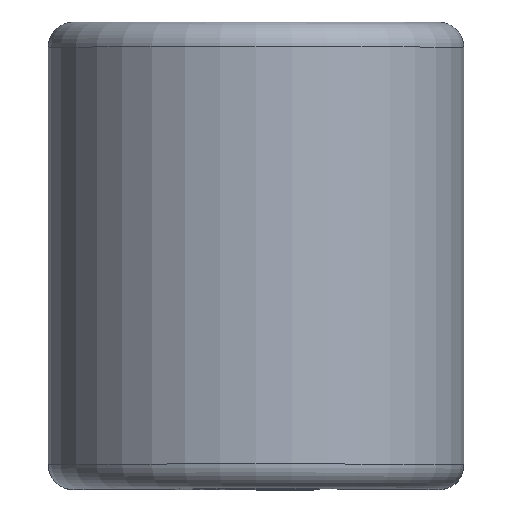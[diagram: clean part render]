
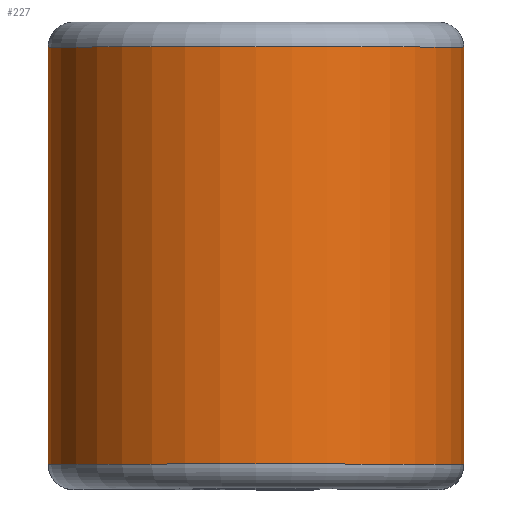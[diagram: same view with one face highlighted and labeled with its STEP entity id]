
A CAD part, top view. The second image highlights one B-rep face of the part: STEP entity #227.
In plain terms, the highlighted cylindrical face has radius 6.363 mm (diameter 12.725 mm), a partial arc.
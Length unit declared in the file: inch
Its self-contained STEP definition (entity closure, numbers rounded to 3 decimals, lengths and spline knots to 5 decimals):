
#227 = ADVANCED_FACE ( 'NONE', ( #235 ), #1711, .T. ) ;
#235 = FACE_OUTER_BOUND ( 'NONE', #1609, .T. ) ;
#470 = CARTESIAN_POINT ( 'NONE',  ( 0.2505, 0.25125, 0.312 ) ) ;
#487 = CIRCLE ( 'NONE', #2249, 0.2505 ) ;
#540 = VERTEX_POINT ( 'NONE', #470 ) ;
#609 = DIRECTION ( 'NONE',  ( 0., -1., 0. ) ) ;
#776 = CARTESIAN_POINT ( 'NONE',  ( -0.2505, 0.25125, 0.312 ) ) ;
#1076 = DIRECTION ( 'NONE',  ( 0., -1., 0. ) ) ;
#1085 = LINE ( 'NONE', #776, #2881 ) ;
#1165 = CIRCLE ( 'NONE', #1781, 0.2505 ) ;
#1196 = VERTEX_POINT ( 'NONE', #2535 ) ;
#1212 = ORIENTED_EDGE ( 'NONE', *, *, #2103, .F. ) ;
#1288 = ORIENTED_EDGE ( 'NONE', *, *, #2139, .T. ) ;
#1402 = VERTEX_POINT ( 'NONE', #2149 ) ;
#1609 = EDGE_LOOP ( 'NONE', ( #2835, #1288, #1722, #1212 ) ) ;
#1710 = VECTOR ( 'NONE', #1756, 39.37008 ) ;
#1711 = CYLINDRICAL_SURFACE ( 'NONE', #1952, 0.2505 ) ;
#1722 = ORIENTED_EDGE ( 'NONE', *, *, #1949, .F. ) ;
#1756 = DIRECTION ( 'NONE',  ( 0., 1., 0. ) ) ;
#1781 = AXIS2_PLACEMENT_3D ( 'NONE', #1987, #609, #2217 ) ;
#1910 = VERTEX_POINT ( 'NONE', #2597 ) ;
#1949 = EDGE_CURVE ( 'NONE', #1196, #1910, #1085, .T. ) ;
#1952 = AXIS2_PLACEMENT_3D ( 'NONE', #2348, #2508, #2272 ) ;
#1987 = CARTESIAN_POINT ( 'NONE',  ( 0., -0.25125, 0.312 ) ) ;
#2103 = EDGE_CURVE ( 'NONE', #1402, #1196, #1165, .T. ) ;
#2122 = EDGE_CURVE ( 'NONE', #1402, #540, #2942, .T. ) ;
#2139 = EDGE_CURVE ( 'NONE', #540, #1910, #487, .T. ) ;
#2148 = DIRECTION ( 'NONE',  ( 0., 1., 0. ) ) ;
#2149 = CARTESIAN_POINT ( 'NONE',  ( 0.2505, -0.25125, 0.312 ) ) ;
#2217 = DIRECTION ( 'NONE',  ( 0., 0., -1. ) ) ;
#2249 = AXIS2_PLACEMENT_3D ( 'NONE', #2468, #1076, #2696 ) ;
#2272 = DIRECTION ( 'NONE',  ( 0., 0., -1. ) ) ;
#2348 = CARTESIAN_POINT ( 'NONE',  ( 0., 0.25, 0.312 ) ) ;
#2449 = CARTESIAN_POINT ( 'NONE',  ( 0.2505, 0.25125, 0.312 ) ) ;
#2468 = CARTESIAN_POINT ( 'NONE',  ( 0., 0.25125, 0.312 ) ) ;
#2508 = DIRECTION ( 'NONE',  ( 0., -1., 0. ) ) ;
#2535 = CARTESIAN_POINT ( 'NONE',  ( -0.2505, -0.25125, 0.312 ) ) ;
#2597 = CARTESIAN_POINT ( 'NONE',  ( -0.2505, 0.25125, 0.312 ) ) ;
#2696 = DIRECTION ( 'NONE',  ( 0., 0., -1. ) ) ;
#2835 = ORIENTED_EDGE ( 'NONE', *, *, #2122, .T. ) ;
#2881 = VECTOR ( 'NONE', #2148, 39.37008 ) ;
#2942 = LINE ( 'NONE', #2449, #1710 ) ;
